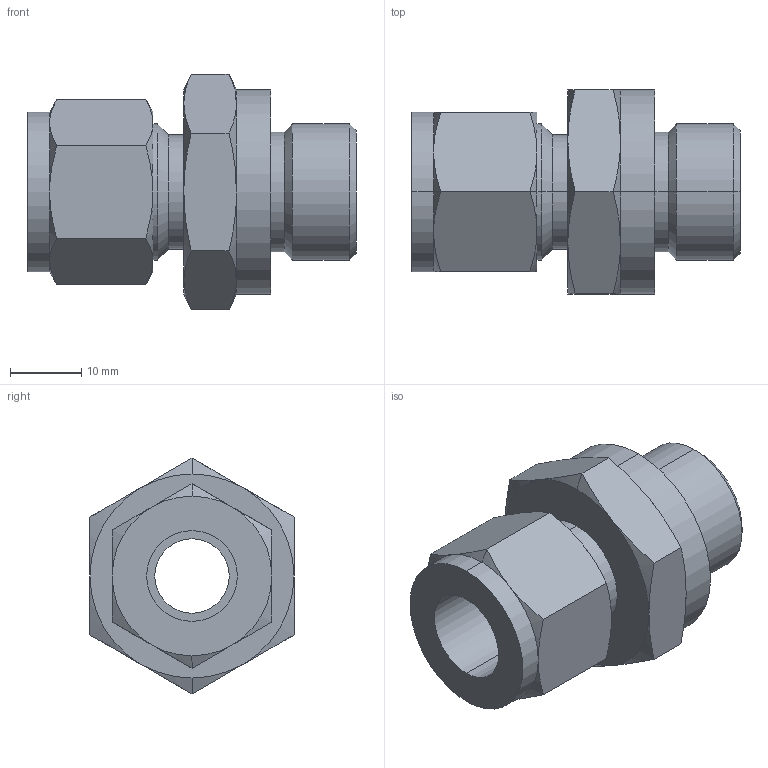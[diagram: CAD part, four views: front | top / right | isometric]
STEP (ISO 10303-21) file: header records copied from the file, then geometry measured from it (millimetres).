
FILE_DESCRIPTION(('starvars output'),'2;1');
FILE_NAME('cv20230511064555000006021.stp','06:45:55 2023/05/11',( 'Thomas Industrial Network Germany GmbH'),( 'Thomas Industrial Network Germany GmbH'),'unknown preprocess','ACIS' ,'unknown authorization');
FILE_SCHEMA(('AUTOMOTIVE_DESIGN_CC2 {UNKNOWN IMPLEMENTATION LEVEL}'));
Length unit declared in the file: millimetre
Products named in the file (1): PRODUCT_ID_1
Bounding box: 45.97 x 28.57 x 33 mm (x, y, z)
Volume: 14578.2 mm3; surface area: 7000.3 mm2
Topology: 1 solids, 1 shells, 78 faces, 164 edges, 94 vertices
Faces by surface type: cone 38, cylinder 20, plane 20
Entity records: 2268 total; most frequent: CARTESIAN_POINT 343, ORIENTED_EDGE 328, DIRECTION 164, EDGE_CURVE 164, VERTEX_POINT 94, EDGE_LOOP 86, FACE_BOUND 86, STYLED_ITEM 79
